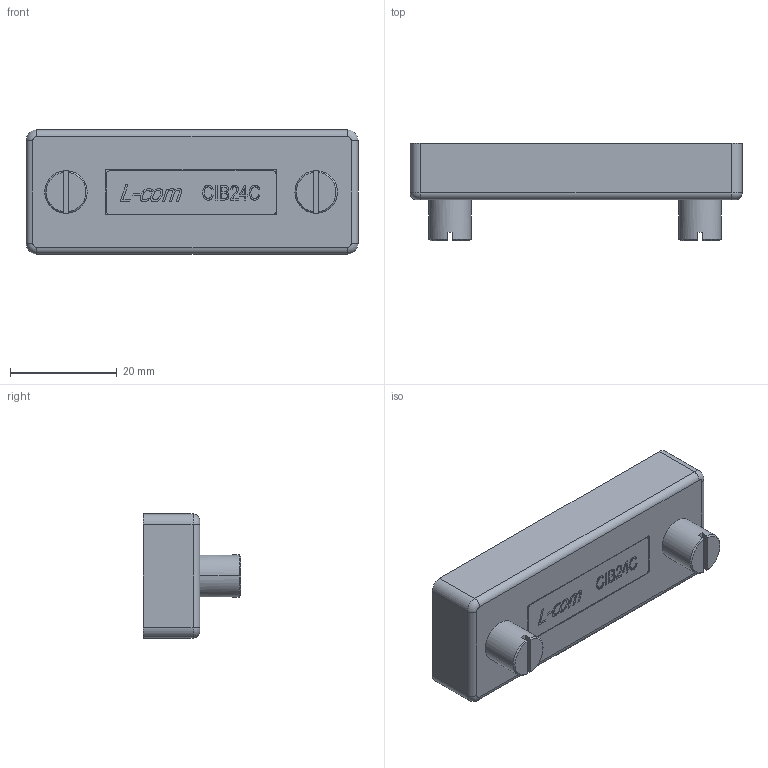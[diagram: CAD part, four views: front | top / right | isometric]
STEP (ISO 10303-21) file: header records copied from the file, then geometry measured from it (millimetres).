
FILE_DESCRIPTION (( 'STEP AP214' ), '1' );
FILE_NAME ('CIB24C_3D.step', '2024-05-23T13:28:19', ( '' ), ( '' ), 'SwSTEP 2.0', 'SolidWorks 2022', '' );
FILE_SCHEMA (( 'AUTOMOTIVE_DESIGN' ));
Length unit declared in the file: inch
Products named in the file (5): CIB24C-MA1; CIB24C; CIB24C_3D; CIB24C-MA2; 1AJ02-009
Assembly tree (5 placements, depth 2):
  CIB24C_3D
    CIB24C
    1AJ02-009  x2
    CIB24C-MA1
    CIB24C-MA2
Bounding box: 62.08 x 18.16 x 23.22 mm (x, y, z)
Volume: 7178.6 mm3; surface area: 9644.3 mm2
Topology: 5 solids, 5 shells, 299 faces, 774 edges, 506 vertices
Faces by surface type: plane 127, bspline 66, cylinder 60, cone 42, torus 4
Entity records: 14202 total; most frequent: CARTESIAN_POINT 5334, ORIENTED_EDGE 1348, DIRECTION 1073, EDGE_CURVE 674, VERTEX_POINT 443, LINE 405, VECTOR 405, AXIS2_PLACEMENT_3D 334
